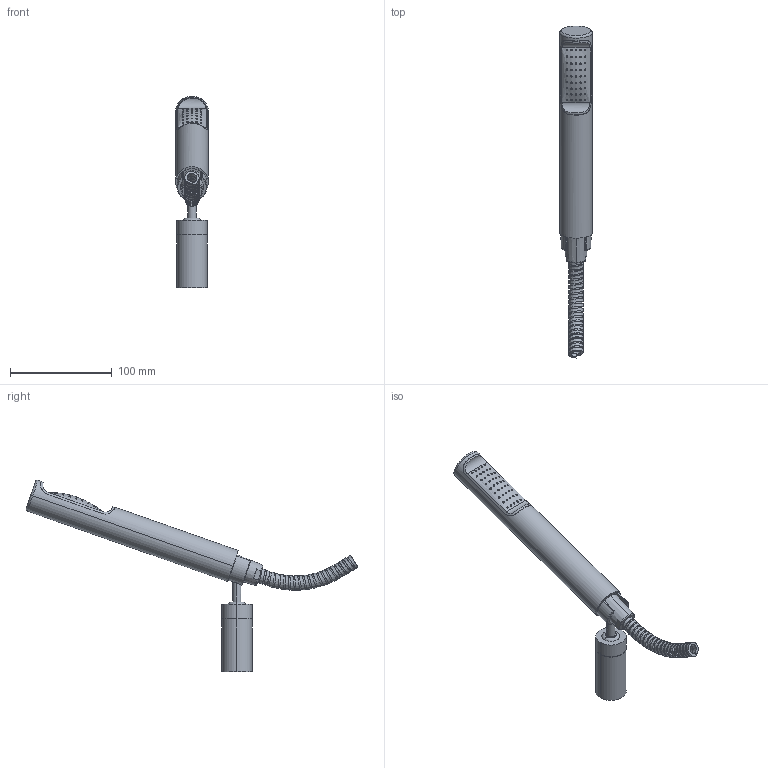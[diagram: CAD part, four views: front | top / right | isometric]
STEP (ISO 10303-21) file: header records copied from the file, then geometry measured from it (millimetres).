
FILE_DESCRIPTION((''),'2;1');
FILE_NAME('ZDUP036CR','2021-11-15T09:14:08',('ut3'),('PAFFONI SpA'),'CREO PARAMETRIC BY PTC INC, 2020044','CREO PARAMETRIC BY PTC INC, 2020044','');
FILE_SCHEMA(('CONFIG_CONTROL_DESIGN','SHAPE_APPEARANCE_LAYERS_GROUPS'));
Length unit declared in the file: millimetre
Products named in the file (1): ZDUP036CR
Bounding box: 32 x 325.7 x 188.07 mm (x, y, z)
Volume: 123637.6 mm3; surface area: 63803.6 mm2
Topology: 2 solids, 2 shells, 225 faces, 563 edges, 348 vertices
Faces by surface type: cylinder 124, bspline 53, plane 27, sphere 10, torus 9, cone 2
Entity records: 21652 total; most frequent: CARTESIAN_POINT 14911, ORIENTED_EDGE 1116, DIRECTION 910, EDGE_CURVE 558, AXIS2_PLACEMENT_3D 361, VERTEX_POINT 346, EDGE_LOOP 322, FACE_OUTER_BOUND 222
